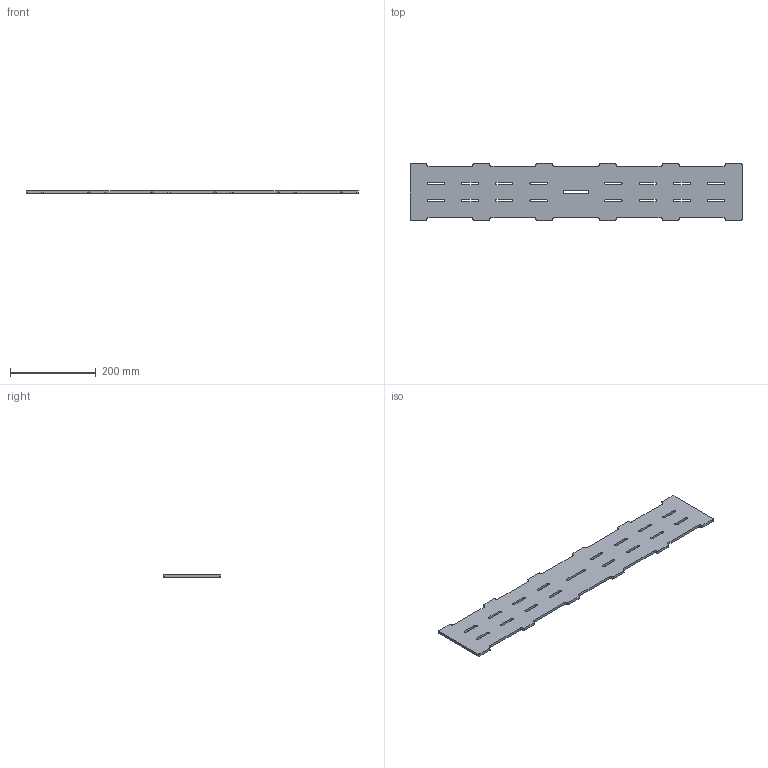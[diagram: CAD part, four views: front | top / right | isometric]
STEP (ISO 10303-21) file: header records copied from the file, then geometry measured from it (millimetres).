
FILE_DESCRIPTION(('CATIA V5 STEP Exchange'),'2;1');
FILE_NAME('Plaque_douche.stp','2023-06-06T17:03:07+00:00',('none'),('none'),'CATIA Version 5 Release 18 GA (IN-10)','CATIA V5 STEP AP203','none');
FILE_SCHEMA(('CONFIG_CONTROL_DESIGN'));
Length unit declared in the file: millimetre
Products named in the file (1): Plaque_douche
Bounding box: 775 x 134 x 6 mm (x, y, z)
Volume: 553281.7 mm3; surface area: 204933.9 mm2
Topology: 1 solids, 1 shells, 158 faces, 468 edges, 312 vertices
Faces by surface type: plane 80, cylinder 78
Entity records: 5002 total; most frequent: ORIENTED_EDGE 936, CARTESIAN_POINT 883, DIRECTION 672, EDGE_CURVE 468, VECTOR 312, LINE 312, VERTEX_POINT 312, AXIS2_PLACEMENT_3D 259
